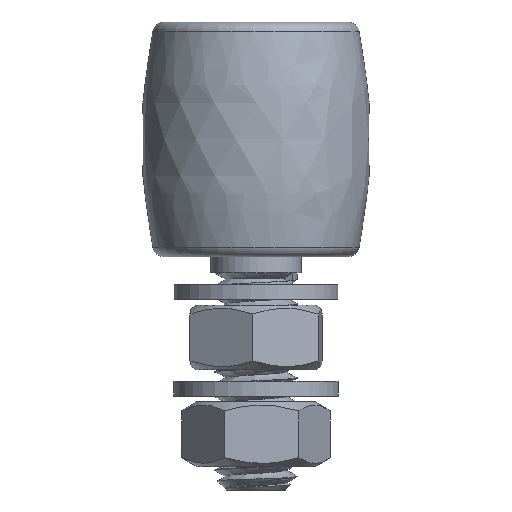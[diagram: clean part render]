
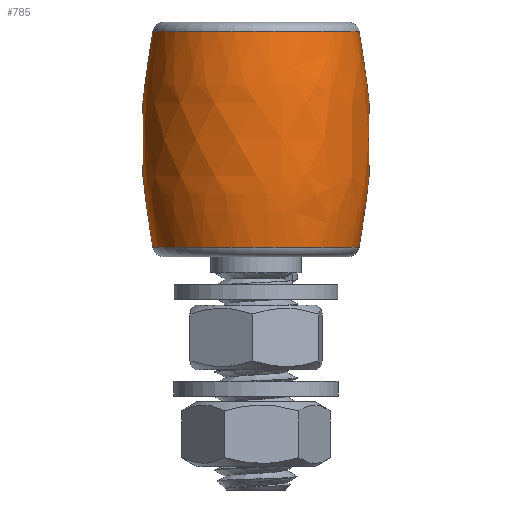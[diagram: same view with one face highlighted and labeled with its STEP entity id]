
A CAD part, front view. The second image highlights one B-rep face of the part: STEP entity #785.
In plain terms, the highlighted free-form (B-spline) face has degree [2, 2] with [3, 9] control points.
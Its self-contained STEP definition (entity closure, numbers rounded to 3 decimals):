
#197=(
BOUNDED_SURFACE()
B_SPLINE_SURFACE(2,2,((#1309,#1310,#1311,#1312,#1313,#1314,#1315,#1316,
#1317),(#1318,#1319,#1320,#1321,#1322,#1323,#1324,#1325,#1326),(#1327,#1328,
#1329,#1330,#1331,#1332,#1333,#1334,#1335)),.UNSPECIFIED.,.F.,.T.,.F.)
B_SPLINE_SURFACE_WITH_KNOTS((3,3),(3,2,2,2,3),(-0.206,0.206),
(-3.142,-1.571,0.,1.571,3.142),
 .UNSPECIFIED.)
GEOMETRIC_REPRESENTATION_ITEM()
RATIONAL_B_SPLINE_SURFACE(((1.,0.707,1.,0.707,1.,
0.707,1.,0.707,1.),(0.979,0.692,
0.979,0.692,0.979,0.692,
0.979,0.692,0.979),(1.,0.707,
1.,0.707,1.,0.707,1.,0.707,1.)))
REPRESENTATION_ITEM('')
SURFACE()
);
#200=FACE_OUTER_BOUND('',#246,.T.);
#246=EDGE_LOOP('',(#556,#557,#558,#559,#560,#561));
#301=CIRCLE('',#948,17.597);
#305=CIRCLE('',#952,17.597);
#306=CIRCLE('',#953,17.597);
#307=CIRCLE('',#954,17.597);
#308=CIRCLE('',#955,90.014);
#354=VERTEX_POINT('',#1300);
#355=VERTEX_POINT('',#1301);
#358=VERTEX_POINT('',#1336);
#359=VERTEX_POINT('',#1337);
#435=EDGE_CURVE('',#354,#355,#301,.T.);
#439=EDGE_CURVE('',#355,#354,#305,.T.);
#440=EDGE_CURVE('',#358,#359,#306,.T.);
#441=EDGE_CURVE('',#359,#358,#307,.T.);
#442=EDGE_CURVE('',#359,#355,#308,.T.);
#556=ORIENTED_EDGE('',*,*,#440,.F.);
#557=ORIENTED_EDGE('',*,*,#441,.F.);
#558=ORIENTED_EDGE('',*,*,#442,.T.);
#559=ORIENTED_EDGE('',*,*,#435,.F.);
#560=ORIENTED_EDGE('',*,*,#439,.F.);
#561=ORIENTED_EDGE('',*,*,#442,.F.);
#785=ADVANCED_FACE('',(#200),#197,.F.);
#948=AXIS2_PLACEMENT_3D('',#1302,#1057,#1058);
#952=AXIS2_PLACEMENT_3D('',#1308,#1065,#1066);
#953=AXIS2_PLACEMENT_3D('',#1338,#1067,#1068);
#954=AXIS2_PLACEMENT_3D('',#1339,#1069,#1070);
#955=AXIS2_PLACEMENT_3D('',#1340,#1071,#1072);
#1057=DIRECTION('center_axis',(0.,-1.,0.));
#1058=DIRECTION('ref_axis',(1.,0.,0.));
#1065=DIRECTION('center_axis',(0.,-1.,0.));
#1066=DIRECTION('ref_axis',(1.,0.,0.));
#1067=DIRECTION('center_axis',(0.,1.,0.));
#1068=DIRECTION('ref_axis',(1.,0.,0.));
#1069=DIRECTION('center_axis',(0.,1.,0.));
#1070=DIRECTION('ref_axis',(1.,0.,0.));
#1071=DIRECTION('center_axis',(-1.,0.,0.));
#1072=DIRECTION('ref_axis',(0.,0.,-1.));
#1300=CARTESIAN_POINT('',(-17.597,-38.409,0.));
#1301=CARTESIAN_POINT('',(0.,-38.409,-17.597));
#1302=CARTESIAN_POINT('Origin',(0.,-38.409,0.));
#1308=CARTESIAN_POINT('Origin',(0.,-38.409,0.));
#1309=CARTESIAN_POINT('Ctrl Pts',(0.,-38.409,
-17.597));
#1310=CARTESIAN_POINT('Ctrl Pts',(-17.597,-38.409,-17.597));
#1311=CARTESIAN_POINT('Ctrl Pts',(-17.597,-38.409,0.));
#1312=CARTESIAN_POINT('Ctrl Pts',(-17.597,-38.409,17.597));
#1313=CARTESIAN_POINT('Ctrl Pts',(0.,-38.409,
17.597));
#1314=CARTESIAN_POINT('Ctrl Pts',(17.597,-38.409,17.597));
#1315=CARTESIAN_POINT('Ctrl Pts',(17.597,-38.409,0.));
#1316=CARTESIAN_POINT('Ctrl Pts',(17.597,-38.409,-17.597));
#1317=CARTESIAN_POINT('Ctrl Pts',(0.,-38.409,
-17.597));
#1318=CARTESIAN_POINT('Ctrl Pts',(0.,-20.,-21.444));
#1319=CARTESIAN_POINT('Ctrl Pts',(-21.444,-20.,-21.444));
#1320=CARTESIAN_POINT('Ctrl Pts',(-21.444,-20.,0.));
#1321=CARTESIAN_POINT('Ctrl Pts',(-21.444,-20.,21.444));
#1322=CARTESIAN_POINT('Ctrl Pts',(0.,-20.,21.444));
#1323=CARTESIAN_POINT('Ctrl Pts',(21.444,-20.,21.444));
#1324=CARTESIAN_POINT('Ctrl Pts',(21.444,-20.,0.));
#1325=CARTESIAN_POINT('Ctrl Pts',(21.444,-20.,-21.444));
#1326=CARTESIAN_POINT('Ctrl Pts',(0.,-20.,-21.444));
#1327=CARTESIAN_POINT('Ctrl Pts',(0.,-1.591,
-17.597));
#1328=CARTESIAN_POINT('Ctrl Pts',(-17.597,-1.591,-17.597));
#1329=CARTESIAN_POINT('Ctrl Pts',(-17.597,-1.591,0.));
#1330=CARTESIAN_POINT('Ctrl Pts',(-17.597,-1.591,17.597));
#1331=CARTESIAN_POINT('Ctrl Pts',(0.,-1.591,
17.597));
#1332=CARTESIAN_POINT('Ctrl Pts',(17.597,-1.591,17.597));
#1333=CARTESIAN_POINT('Ctrl Pts',(17.597,-1.591,0.));
#1334=CARTESIAN_POINT('Ctrl Pts',(17.597,-1.591,-17.597));
#1335=CARTESIAN_POINT('Ctrl Pts',(0.,-1.591,
-17.597));
#1336=CARTESIAN_POINT('',(-17.597,-1.591,0.));
#1337=CARTESIAN_POINT('',(0.,-1.591,-17.597));
#1338=CARTESIAN_POINT('Origin',(0.,-1.591,
0.));
#1339=CARTESIAN_POINT('Origin',(0.,-1.591,
0.));
#1340=CARTESIAN_POINT('Origin',(0.,-20.,70.514));
